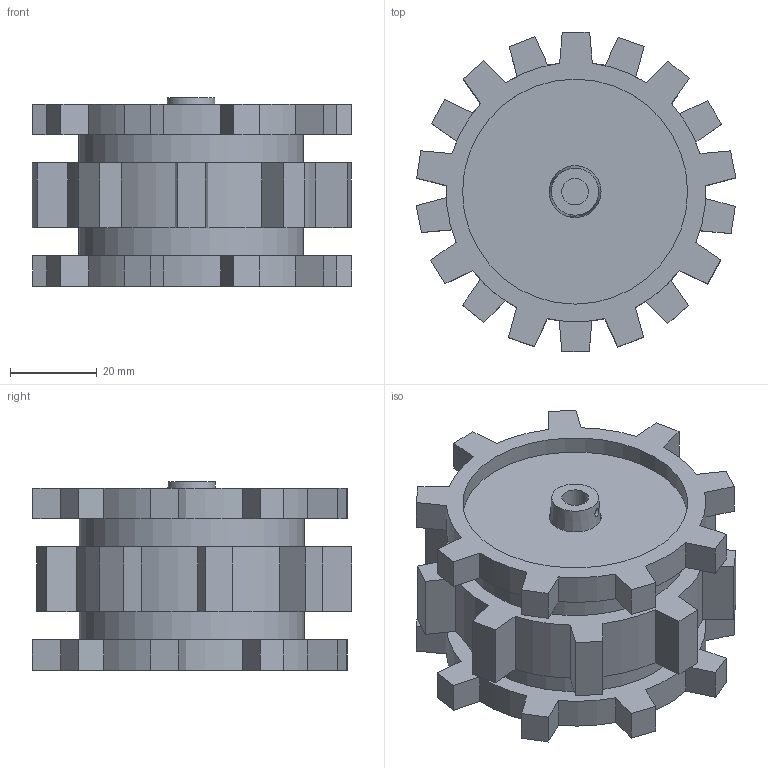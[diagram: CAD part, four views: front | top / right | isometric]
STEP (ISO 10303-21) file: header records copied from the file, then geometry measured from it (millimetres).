
FILE_DESCRIPTION(/* description */ (''),/* implementation_level */ '2;1');
FILE_NAME(/* name */ 'wheel.step',/* time_stamp */ '2020-11-04T01:39:19+05:00',/* author */ (''),/* organization */ (''),/* preprocessor_version */ 'ST-DEVELOPER v18.1',/* originating_system */ 'Autodesk Translation Framework v9.3.0.1241',/* authorisation */ '');
FILE_SCHEMA (('AUTOMOTIVE_DESIGN { 1 0 10303 214 3 1 1 }'));
Length unit declared in the file: millimetre
Products named in the file (1): wheel
Bounding box: 73.89 x 73.81 x 43.51 mm (x, y, z)
Volume: 105694.4 mm3; surface area: 24140 mm2
Topology: 1 solids, 2 shells, 135 faces, 368 edges, 246 vertices
Faces by surface type: plane 96, cylinder 38, cone 1
Full cylindrical faces by diameter (mm): 2 x1, 6.168 x2, 12 x2, 52 x4
Entity records: 4353 total; most frequent: CARTESIAN_POINT 822, ORIENTED_EDGE 736, DIRECTION 712, EDGE_CURVE 368, LINE 288, VECTOR 288, VERTEX_POINT 246, AXIS2_PLACEMENT_3D 212
